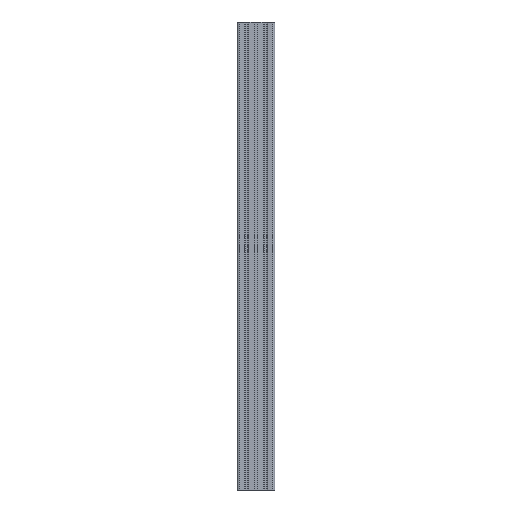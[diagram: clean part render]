
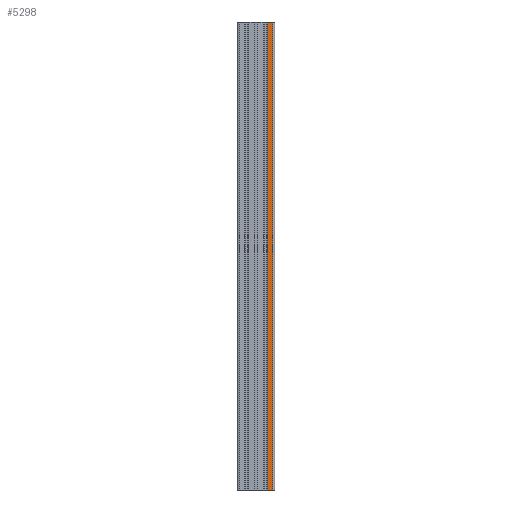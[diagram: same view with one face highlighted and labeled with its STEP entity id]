
A CAD part, front view. The second image highlights one B-rep face of the part: STEP entity #5298.
In plain terms, the highlighted planar face has unit normal (-0.018, -1, 0).
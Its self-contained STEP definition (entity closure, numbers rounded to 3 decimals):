
#111=PLANE('',#5709);
#326=FACE_OUTER_BOUND('',#598,.T.);
#598=EDGE_LOOP('',(#3989,#3990,#3991,#3992));
#1026=LINE('',#8383,#1578);
#1027=LINE('',#8386,#1579);
#1028=LINE('',#8388,#1580);
#1029=LINE('',#8389,#1581);
#1578=VECTOR('',#6789,1000.);
#1579=VECTOR('',#6792,10.949);
#1580=VECTOR('',#6793,10.949);
#1581=VECTOR('',#6794,1000.);
#2379=VERTEX_POINT('',#8379);
#2380=VERTEX_POINT('',#8381);
#2381=VERTEX_POINT('',#8385);
#2382=VERTEX_POINT('',#8387);
#3052=EDGE_CURVE('',#2379,#2380,#1026,.T.);
#3053=EDGE_CURVE('',#2381,#2379,#1027,.T.);
#3054=EDGE_CURVE('',#2382,#2380,#1028,.T.);
#3055=EDGE_CURVE('',#2381,#2382,#1029,.T.);
#3989=ORIENTED_EDGE('',*,*,#3053,.T.);
#3990=ORIENTED_EDGE('',*,*,#3052,.T.);
#3991=ORIENTED_EDGE('',*,*,#3054,.F.);
#3992=ORIENTED_EDGE('',*,*,#3055,.F.);
#5298=ADVANCED_FACE('',(#326),#111,.T.);
#5709=AXIS2_PLACEMENT_3D('',#8384,#6790,#6791);
#6789=DIRECTION('',(0.,0.,1.));
#6790=DIRECTION('center_axis',(-0.017,-1.,0.));
#6791=DIRECTION('ref_axis',(1.,-0.017,0.));
#6792=DIRECTION('',(1.,-0.017,0.));
#6793=DIRECTION('',(1.,-0.017,0.));
#6794=DIRECTION('',(0.,0.,1.));
#8379=CARTESIAN_POINT('',(35.93,-39.999,0.));
#8381=CARTESIAN_POINT('',(35.93,-39.999,1000.));
#8383=CARTESIAN_POINT('',(35.93,-39.999,0.));
#8384=CARTESIAN_POINT('Origin',(24.983,-39.808,0.));
#8385=CARTESIAN_POINT('',(24.983,-39.808,0.));
#8386=CARTESIAN_POINT('',(24.983,-39.808,0.));
#8387=CARTESIAN_POINT('',(24.983,-39.808,1000.));
#8388=CARTESIAN_POINT('',(24.983,-39.808,1000.));
#8389=CARTESIAN_POINT('',(24.983,-39.808,0.));
